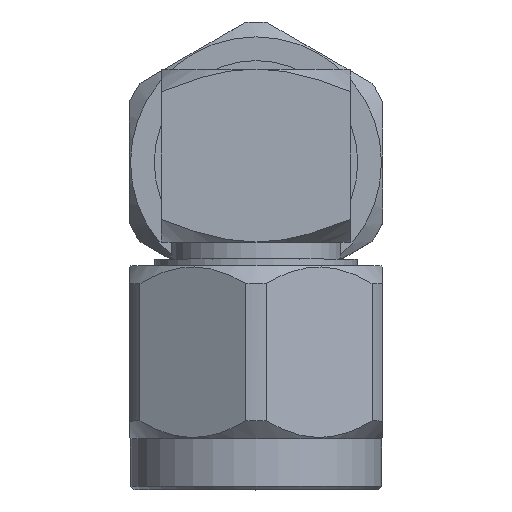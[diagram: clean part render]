
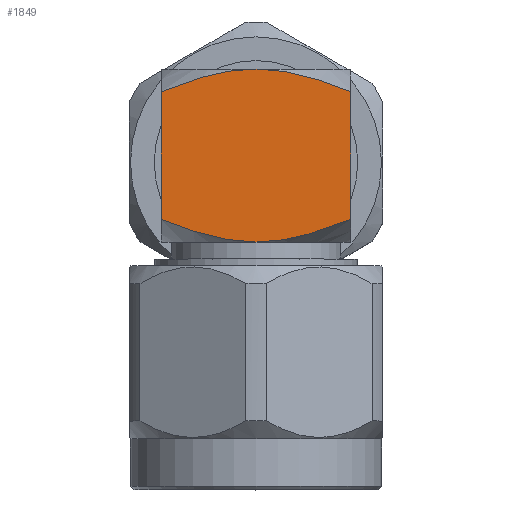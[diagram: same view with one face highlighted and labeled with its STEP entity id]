
A CAD part, top view. The second image highlights one B-rep face of the part: STEP entity #1849.
In plain terms, the highlighted face is planar.
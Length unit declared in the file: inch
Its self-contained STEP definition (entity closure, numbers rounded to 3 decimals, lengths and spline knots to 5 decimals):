
#23 = CARTESIAN_POINT ( 'NONE',  ( 0.28, -0.28, -1.09304 ) ) ;
#52 = CARTESIAN_POINT ( 'NONE',  ( 0.28, -0.02405, -1.16 ) ) ;
#68 = CARTESIAN_POINT ( 'NONE',  ( 0.28, 0.25762, -0.70782 ) ) ;
#157 = VERTEX_POINT ( 'NONE', #1579 ) ;
#224 = CARTESIAN_POINT ( 'NONE',  ( 0.28, 0., -1.16 ) ) ;
#234 = LINE ( 'NONE', #471, #1257 ) ;
#255 = B_SPLINE_CURVE_WITH_KNOTS ( 'NONE', 3,
 ( #2140, #494, #1318, #1959, #1081, #1065, #68, #1916 ),
 .UNSPECIFIED., .F., .F.,
 ( 4, 2, 2, 4 ),
 ( 0.01533, 0.01904, 0.0209, 0.02275 ),
 .UNSPECIFIED. ) ;
#262 = B_SPLINE_CURVE_WITH_KNOTS ( 'NONE', 3,
 ( #224, #52, #1917, #2331, #1699, #2518, #1717, #23 ),
 .UNSPECIFIED., .F., .F.,
 ( 4, 2, 2, 4 ),
 ( 0.02582, 0.02764, 0.02946, 0.0331 ),
 .UNSPECIFIED. ) ;
#264 = ORIENTED_EDGE ( 'NONE', *, *, #1625, .F. ) ;
#302 = CARTESIAN_POINT ( 'NONE',  ( 0.28, 0.235, -1.11087 ) ) ;
#456 = LINE ( 'NONE', #1298, #1053 ) ;
#471 = CARTESIAN_POINT ( 'NONE',  ( 0.28, 0.28, -1.16 ) ) ;
#472 = EDGE_CURVE ( 'NONE', #157, #916, #255, .T. ) ;
#494 = CARTESIAN_POINT ( 'NONE',  ( 0.28, 0.04857, -0.65 ) ) ;
#525 = CARTESIAN_POINT ( 'NONE',  ( 0.28, 0.18909, -1.12687 ) ) ;
#588 = CARTESIAN_POINT ( 'NONE',  ( 0.28, -0.28, -0.71696 ) ) ;
#602 = ORIENTED_EDGE ( 'NONE', *, *, #984, .F. ) ;
#806 = CARTESIAN_POINT ( 'NONE',  ( 0.28, -0.28, -1.16 ) ) ;
#873 = VERTEX_POINT ( 'NONE', #1941 ) ;
#916 = VERTEX_POINT ( 'NONE', #2118 ) ;
#918 = B_SPLINE_CURVE_WITH_KNOTS ( 'NONE', 3,
 ( #588, #2052, #2066, #1006, #1604, #1205, #2650, #992 ),
 .UNSPECIFIED., .F., .F.,
 ( 4, 2, 2, 4 ),
 ( 0.00798, 0.01166, 0.0135, 0.01533 ),
 .UNSPECIFIED. ) ;
#959 = CARTESIAN_POINT ( 'NONE',  ( 0.28, 0.1659, -1.13414 ) ) ;
#984 = EDGE_CURVE ( 'NONE', #1103, #873, #2371, .T. ) ;
#992 = CARTESIAN_POINT ( 'NONE',  ( 0.28, 0., -0.65 ) ) ;
#1000 = AXIS2_PLACEMENT_3D ( 'NONE', #806, #2312, #2695 ) ;
#1006 = CARTESIAN_POINT ( 'NONE',  ( 0.28, -0.11978, -0.66376 ) ) ;
#1053 = VECTOR ( 'NONE', #1709, 39.37008 ) ;
#1065 = CARTESIAN_POINT ( 'NONE',  ( 0.28, 0.23501, -0.69913 ) ) ;
#1081 = CARTESIAN_POINT ( 'NONE',  ( 0.28, 0.18911, -0.68313 ) ) ;
#1103 = VERTEX_POINT ( 'NONE', #1797 ) ;
#1146 = ORIENTED_EDGE ( 'NONE', *, *, #1570, .T. ) ;
#1174 = CARTESIAN_POINT ( 'NONE',  ( 0.28, 0.28, -1.09304 ) ) ;
#1205 = CARTESIAN_POINT ( 'NONE',  ( 0.28, -0.04851, -0.65186 ) ) ;
#1214 = PLANE ( 'NONE',  #1000 ) ;
#1231 = VERTEX_POINT ( 'NONE', #2347 ) ;
#1257 = VECTOR ( 'NONE', #2166, 39.37008 ) ;
#1278 = VERTEX_POINT ( 'NONE', #2593 ) ;
#1298 = CARTESIAN_POINT ( 'NONE',  ( 0.28, -0.28, -1.16 ) ) ;
#1318 = CARTESIAN_POINT ( 'NONE',  ( 0.28, 0.09595, -0.65753 ) ) ;
#1351 = ORIENTED_EDGE ( 'NONE', *, *, #2215, .F. ) ;
#1421 = FACE_OUTER_BOUND ( 'NONE', #2082, .T. ) ;
#1570 = EDGE_CURVE ( 'NONE', #1103, #916, #234, .T. ) ;
#1579 = CARTESIAN_POINT ( 'NONE',  ( 0.28, 0., -0.65 ) ) ;
#1604 = CARTESIAN_POINT ( 'NONE',  ( 0.28, -0.09626, -0.65876 ) ) ;
#1625 = EDGE_CURVE ( 'NONE', #873, #1231, #262, .T. ) ;
#1699 = CARTESIAN_POINT ( 'NONE',  ( 0.28, -0.11979, -1.14624 ) ) ;
#1709 = DIRECTION ( 'NONE',  ( 0., 0., 1. ) ) ;
#1717 = CARTESIAN_POINT ( 'NONE',  ( 0.28, -0.23529, -1.11129 ) ) ;
#1797 = CARTESIAN_POINT ( 'NONE',  ( 0.28, 0.28, -1.09304 ) ) ;
#1849 = ADVANCED_FACE ( 'NONE', ( #1421 ), #1214, .F. ) ;
#1880 = ORIENTED_EDGE ( 'NONE', *, *, #472, .F. ) ;
#1916 = CARTESIAN_POINT ( 'NONE',  ( 0.28, 0.28, -0.71696 ) ) ;
#1917 = CARTESIAN_POINT ( 'NONE',  ( 0.28, -0.0485, -1.15814 ) ) ;
#1941 = CARTESIAN_POINT ( 'NONE',  ( 0.28, 0., -1.16 ) ) ;
#1959 = CARTESIAN_POINT ( 'NONE',  ( 0.28, 0.16591, -0.67587 ) ) ;
#1996 = EDGE_CURVE ( 'NONE', #1231, #1278, #456, .T. ) ;
#2019 = CARTESIAN_POINT ( 'NONE',  ( 0.28, 0.25761, -1.10218 ) ) ;
#2052 = CARTESIAN_POINT ( 'NONE',  ( 0.28, -0.23529, -0.69871 ) ) ;
#2066 = CARTESIAN_POINT ( 'NONE',  ( 0.28, -0.1896, -0.6821 ) ) ;
#2082 = EDGE_LOOP ( 'NONE', ( #1351, #2522, #264, #602, #1146, #1880 ) ) ;
#2118 = CARTESIAN_POINT ( 'NONE',  ( 0.28, 0.28, -0.71696 ) ) ;
#2140 = CARTESIAN_POINT ( 'NONE',  ( 0.28, 0., -0.65 ) ) ;
#2166 = DIRECTION ( 'NONE',  ( 0., 0., 1. ) ) ;
#2215 = EDGE_CURVE ( 'NONE', #1278, #157, #918, .T. ) ;
#2312 = DIRECTION ( 'NONE',  ( -1., 0., 0. ) ) ;
#2331 = CARTESIAN_POINT ( 'NONE',  ( 0.28, -0.09626, -1.15124 ) ) ;
#2347 = CARTESIAN_POINT ( 'NONE',  ( 0.28, -0.28, -1.09304 ) ) ;
#2371 = B_SPLINE_CURVE_WITH_KNOTS ( 'NONE', 3,
 ( #1174, #2019, #302, #525, #959, #2630, #2431, #2408 ),
 .UNSPECIFIED., .F., .F.,
 ( 4, 2, 2, 4 ),
 ( 0.01847, 0.0203, 0.02214, 0.02582 ),
 .UNSPECIFIED. ) ;
#2408 = CARTESIAN_POINT ( 'NONE',  ( 0.28, 0., -1.16 ) ) ;
#2431 = CARTESIAN_POINT ( 'NONE',  ( 0.28, 0.04856, -1.16 ) ) ;
#2518 = CARTESIAN_POINT ( 'NONE',  ( 0.28, -0.18961, -1.12789 ) ) ;
#2522 = ORIENTED_EDGE ( 'NONE', *, *, #1996, .F. ) ;
#2593 = CARTESIAN_POINT ( 'NONE',  ( 0.28, -0.28, -0.71696 ) ) ;
#2630 = CARTESIAN_POINT ( 'NONE',  ( 0.28, 0.09593, -1.15247 ) ) ;
#2650 = CARTESIAN_POINT ( 'NONE',  ( 0.28, -0.02407, -0.65 ) ) ;
#2695 = DIRECTION ( 'NONE',  ( 0., 0., 1. ) ) ;
